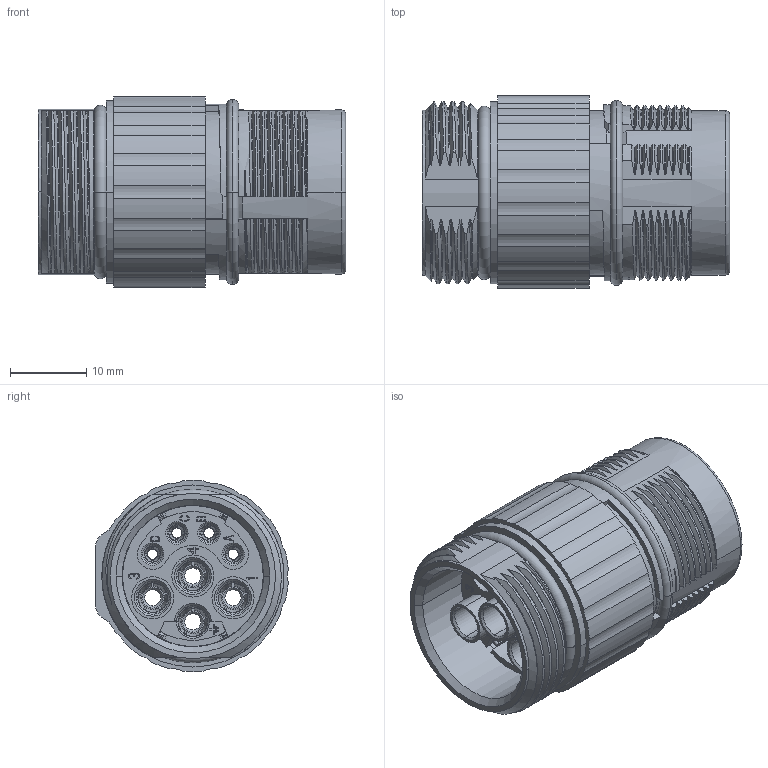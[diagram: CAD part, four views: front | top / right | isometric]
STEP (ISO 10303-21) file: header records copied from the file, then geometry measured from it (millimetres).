
FILE_DESCRIPTION((''),'2;1');
FILE_NAME('M0153','2016-02-02T',('tod.cheng'),(''),'PRO/ENGINEER BY PARAMETRIC TECHNOLOGY CORPORATION, 2012230','PRO/ENGINEER BY PARAMETRIC TECHNOLOGY CORPORATION, 2012230','');
FILE_SCHEMA(('CONFIG_CONTROL_DESIGN'));
Length unit declared in the file: millimetre
Products named in the file (1): M0153
Bounding box: 40.2 x 25.17 x 24.98 mm (x, y, z)
Volume: 10080.8 mm3; surface area: 14047.3 mm2
Topology: 2 solids, 2 shells, 1713 faces, 4769 edges, 3092 vertices
Faces by surface type: plane 605, cylinder 384, cone 263, bspline 228, torus 127, extrusion 100, sphere 6
Entity records: 92460 total; most frequent: CARTESIAN_POINT 50482, ORIENTED_EDGE 9538, DIRECTION 7690, EDGE_CURVE 4769, VERTEX_POINT 3092, AXIS2_PLACEMENT_3D 2672, VECTOR 2346, LINE 2246
